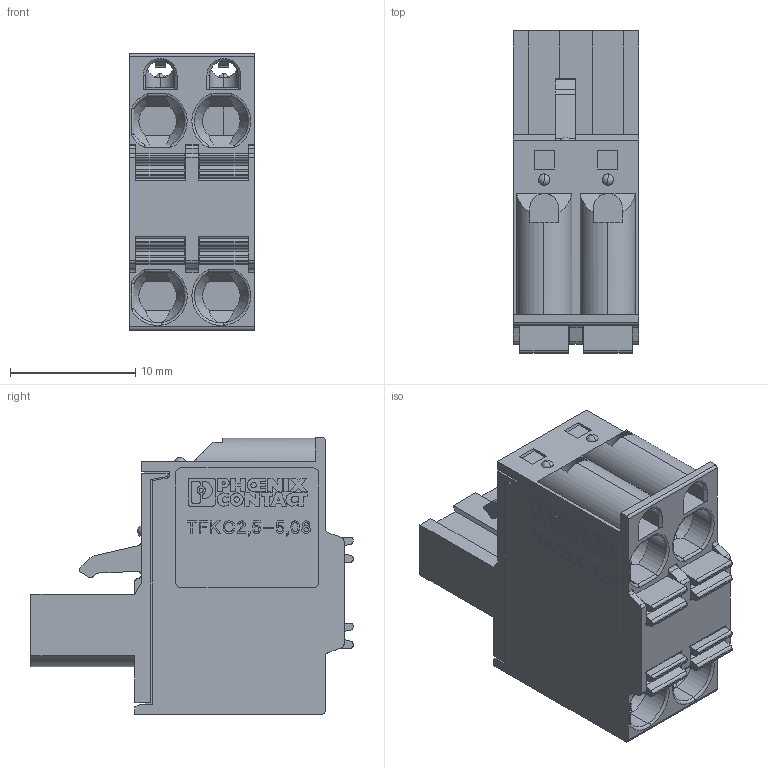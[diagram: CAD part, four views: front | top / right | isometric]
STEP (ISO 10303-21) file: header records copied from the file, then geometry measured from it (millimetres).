
FILE_DESCRIPTION(('STEP AP203'),'1');
FILE_NAME('1962600.stp','2024-11-25T07:40:07',('TraceParts'),('TraceParts S.A.'),'Spatial InterOp 3D',' ',' ');
FILE_SCHEMA(('CONFIG_CONTROL_DESIGN'));
Length unit declared in the file: millimetre
Products named in the file (1): 1
Bounding box: 10.06 x 25.72 x 22.1 mm (x, y, z)
Volume: 3264.3 mm3; surface area: 2889.5 mm2
Topology: 7 solids, 7 shells, 997 faces, 2782 edges, 1842 vertices
Faces by surface type: plane 775, cylinder 158, bspline 31, cone 18, torus 10, sphere 5
Entity records: 35335 total; most frequent: CARTESIAN_POINT 9720, ORIENTED_EDGE 5556, DIRECTION 4892, EDGE_CURVE 2778, LINE 2306, VECTOR 2306, VERTEX_POINT 1842, AXIS2_PLACEMENT_3D 1293
